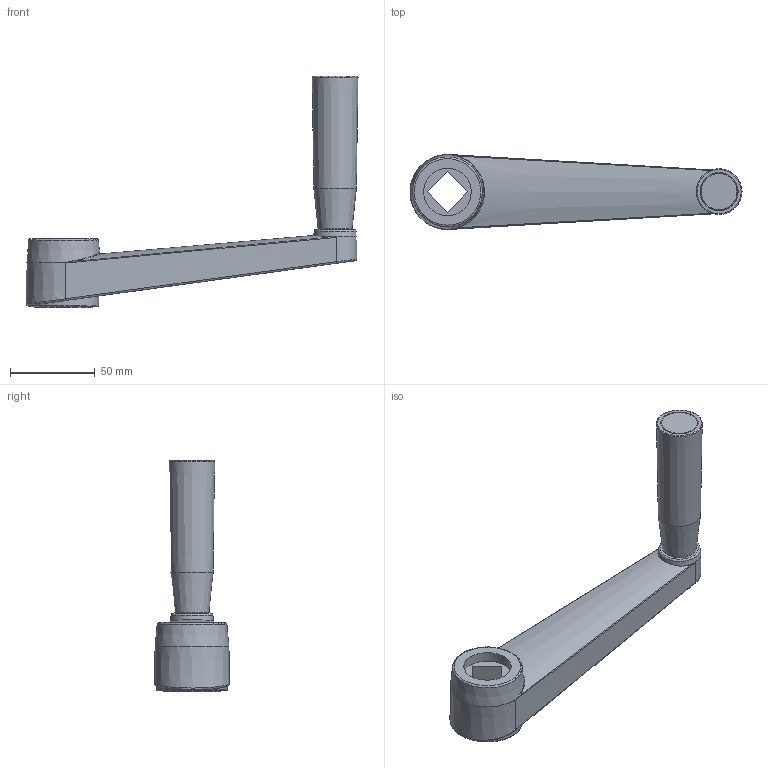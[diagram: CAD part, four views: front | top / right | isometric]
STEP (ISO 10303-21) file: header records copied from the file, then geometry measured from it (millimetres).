
FILE_DESCRIPTION( ( 'Unknown' ), '1' );
FILE_NAME( '6384460_MHQ160_MEP.stp', 'Unknown', ( 'Unknown' ), ( 'Unknown' ), 'PSStep 11.0', 'Unknown', ' ' );
FILE_SCHEMA( ( 'AUTOMOTIVE_DESIGN { 1 0 10303 214 1 1 1 1 }' ) );
Length unit declared in the file: millimetre
Products named in the file (1): 1801164
Bounding box: 195.57 x 44.15 x 136.16 mm (x, y, z)
Volume: 143427.8 mm3; surface area: 53950.2 mm2
Topology: 1 solids, 4 shells, 278 faces, 684 edges, 437 vertices
Faces by surface type: plane 140, bspline 48, cylinder 40, cone 28, torus 22
Full cylindrical faces by diameter (mm): 5.1 x1, 5.3 x1, 8.3 x1, 8.376 x2, 8.7 x1, 9.6 x1, 10.2 x1, 10.75 x3, 13 x2, 13.06 x1, 17.28 x1, 21.6 x2, 22 x1, 28 x1, 34 x1, 41.6 x1
Entity records: 15204 total; most frequent: CARTESIAN_POINT 7070, ORIENTED_EDGE 1220, DIRECTION 1100, EDGE_CURVE 610, VERTEX_POINT 416, AXIS2_PLACEMENT_3D 403, EDGE_LOOP 359, FACE_OUTER_BOUND 313
